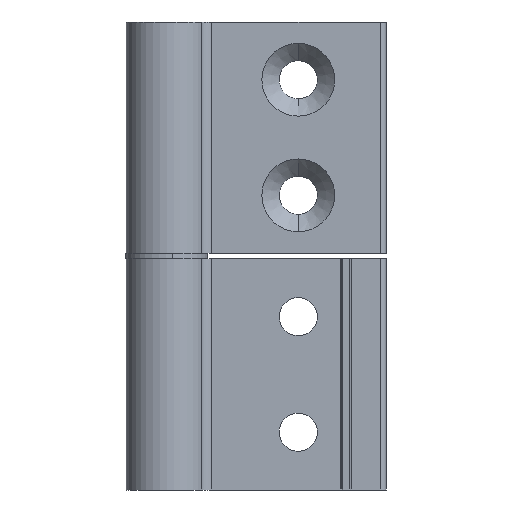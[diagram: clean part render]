
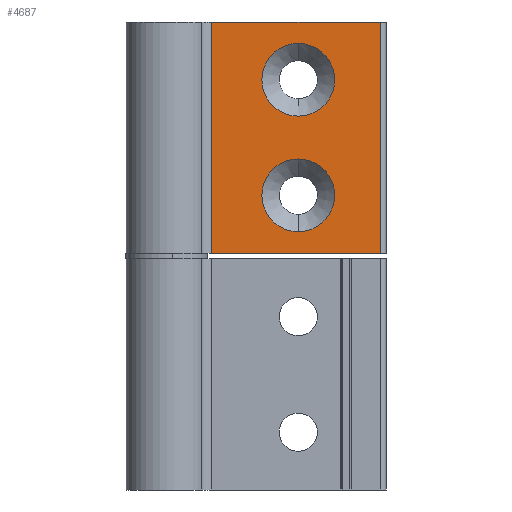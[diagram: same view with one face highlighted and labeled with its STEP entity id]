
A CAD part, front view. The second image highlights one B-rep face of the part: STEP entity #4687.
In plain terms, the highlighted face is planar.
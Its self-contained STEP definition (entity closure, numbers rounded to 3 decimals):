
#11 = VERTEX_POINT ( 'NONE', #755 ) ;
#27 = VERTEX_POINT ( 'NONE', #734 ) ;
#28 = VERTEX_POINT ( 'NONE', #748 ) ;
#31 = EDGE_CURVE ( 'NONE', #28, #4679, #785, .T. ) ;
#734 = CARTESIAN_POINT ( 'NONE',  ( 22.794, 2.5, 23.7 ) ) ;
#748 = CARTESIAN_POINT ( 'NONE',  ( 22.794, 2.5, 3.7 ) ) ;
#755 = CARTESIAN_POINT ( 'NONE',  ( 22.794, 2.5, 36.3 ) ) ;
#765 = DIRECTION ( 'NONE',  ( 0., 0., 1. ) ) ;
#771 = AXIS2_PLACEMENT_3D ( 'NONE', #776, #775, #765 ) ;
#775 = DIRECTION ( 'NONE',  ( 0., 1., 0. ) ) ;
#776 = CARTESIAN_POINT ( 'NONE',  ( 22.794, 2.5, 10. ) ) ;
#785 = CIRCLE ( 'NONE', #771, 6.3 ) ;
#3040 = FACE_OUTER_BOUND ( 'NONE', #4669, .T. ) ;
#3072 = AXIS2_PLACEMENT_3D ( 'NONE', #3078, #3074, #3073 ) ;
#3073 = DIRECTION ( 'NONE',  ( 1., 0., 0. ) ) ;
#3074 = DIRECTION ( 'NONE',  ( 0., -1., 0. ) ) ;
#3078 = CARTESIAN_POINT ( 'NONE',  ( 37., 2.5, 40. ) ) ;
#3087 = FACE_BOUND ( 'NONE', #4686, .T. ) ;
#3088 = CARTESIAN_POINT ( 'NONE',  ( 22.794, 2.5, 16.3 ) ) ;
#3090 = FACE_BOUND ( 'NONE', #4883, .T. ) ;
#3101 = PLANE ( 'NONE',  #3072 ) ;
#3117 = CARTESIAN_POINT ( 'NONE',  ( 7.794, 2.5, 40. ) ) ;
#3141 = DIRECTION ( 'NONE',  ( -1., 0., 0. ) ) ;
#3142 = VECTOR ( 'NONE', #3141, 1000. ) ;
#3143 = CARTESIAN_POINT ( 'NONE',  ( 37., 2.5, 0. ) ) ;
#3144 = LINE ( 'NONE', #3143, #3142 ) ;
#3146 = CARTESIAN_POINT ( 'NONE',  ( 37., 2.5, 0. ) ) ;
#3148 = DIRECTION ( 'NONE',  ( -1., 0., 0. ) ) ;
#3149 = VECTOR ( 'NONE', #3148, 1000. ) ;
#3150 = CARTESIAN_POINT ( 'NONE',  ( 37., 2.5, 40. ) ) ;
#3151 = CARTESIAN_POINT ( 'NONE',  ( 37., 2.5, 40. ) ) ;
#3152 = LINE ( 'NONE', #3150, #3149 ) ;
#3270 = CARTESIAN_POINT ( 'NONE',  ( 7.794, 2.5, 0. ) ) ;
#3292 = AXIS2_PLACEMENT_3D ( 'NONE', #3343, #3328, #3327 ) ;
#3293 = DIRECTION ( 'NONE',  ( 0., 0., -1. ) ) ;
#3294 = VECTOR ( 'NONE', #3293, 1000. ) ;
#3296 = CARTESIAN_POINT ( 'NONE',  ( 7.794, 2.5, 40. ) ) ;
#3297 = LINE ( 'NONE', #3296, #3294 ) ;
#3298 = CIRCLE ( 'NONE', #3292, 6.3 ) ;
#3314 = DIRECTION ( 'NONE',  ( 0., 0., 1. ) ) ;
#3315 = DIRECTION ( 'NONE',  ( 0., 1., 0. ) ) ;
#3320 = CIRCLE ( 'NONE', #3325, 6.3 ) ;
#3324 = CARTESIAN_POINT ( 'NONE',  ( 22.794, 2.5, 10. ) ) ;
#3325 = AXIS2_PLACEMENT_3D ( 'NONE', #3324, #3315, #3314 ) ;
#3327 = DIRECTION ( 'NONE',  ( 0., 0., 1. ) ) ;
#3328 = DIRECTION ( 'NONE',  ( 0., 1., 0. ) ) ;
#3343 = CARTESIAN_POINT ( 'NONE',  ( 22.794, 2.5, 30. ) ) ;
#3373 = DIRECTION ( 'NONE',  ( 0., 0., -1. ) ) ;
#3374 = VECTOR ( 'NONE', #3373, 1000. ) ;
#3375 = LINE ( 'NONE', #3395, #3374 ) ;
#3395 = CARTESIAN_POINT ( 'NONE',  ( 37., 2.5, 40. ) ) ;
#3593 = DIRECTION ( 'NONE',  ( 0., 0., 1. ) ) ;
#3594 = DIRECTION ( 'NONE',  ( 0., 1., 0. ) ) ;
#3595 = CARTESIAN_POINT ( 'NONE',  ( 22.794, 2.5, 30. ) ) ;
#3596 = AXIS2_PLACEMENT_3D ( 'NONE', #3595, #3594, #3593 ) ;
#3600 = CIRCLE ( 'NONE', #3596, 6.3 ) ;
#4668 = ORIENTED_EDGE ( 'NONE', *, *, #4835, .F. ) ;
#4669 = EDGE_LOOP ( 'NONE', ( #4722, #4801, #4671, #4798 ) ) ;
#4671 = ORIENTED_EDGE ( 'NONE', *, *, #4717, .F. ) ;
#4673 = ORIENTED_EDGE ( 'NONE', *, *, #5031, .F. ) ;
#4679 = VERTEX_POINT ( 'NONE', #3088 ) ;
#4686 = EDGE_LOOP ( 'NONE', ( #4812, #4723 ) ) ;
#4687 = ADVANCED_FACE ( 'NONE', ( #3090, #3087, #3040 ), #3101, .F. ) ;
#4717 = EDGE_CURVE ( 'NONE', #4719, #4720, #3152, .T. ) ;
#4719 = VERTEX_POINT ( 'NONE', #3151 ) ;
#4720 = VERTEX_POINT ( 'NONE', #3117 ) ;
#4722 = ORIENTED_EDGE ( 'NONE', *, *, #4728, .T. ) ;
#4723 = ORIENTED_EDGE ( 'NONE', *, *, #31, .F. ) ;
#4728 = EDGE_CURVE ( 'NONE', #4729, #4785, #3144, .T. ) ;
#4729 = VERTEX_POINT ( 'NONE', #3146 ) ;
#4785 = VERTEX_POINT ( 'NONE', #3270 ) ;
#4798 = ORIENTED_EDGE ( 'NONE', *, *, #4890, .T. ) ;
#4801 = ORIENTED_EDGE ( 'NONE', *, *, #4817, .F. ) ;
#4812 = ORIENTED_EDGE ( 'NONE', *, *, #4848, .F. ) ;
#4817 = EDGE_CURVE ( 'NONE', #4720, #4785, #3297, .T. ) ;
#4835 = EDGE_CURVE ( 'NONE', #11, #27, #3298, .T. ) ;
#4848 = EDGE_CURVE ( 'NONE', #4679, #28, #3320, .T. ) ;
#4883 = EDGE_LOOP ( 'NONE', ( #4668, #4673 ) ) ;
#4890 = EDGE_CURVE ( 'NONE', #4719, #4729, #3375, .T. ) ;
#5031 = EDGE_CURVE ( 'NONE', #27, #11, #3600, .T. ) ;
